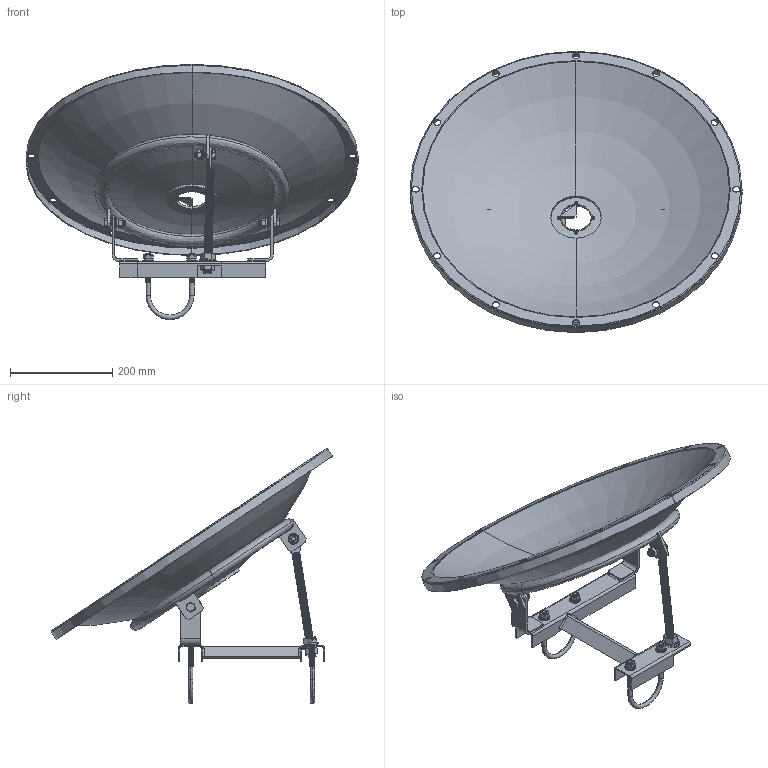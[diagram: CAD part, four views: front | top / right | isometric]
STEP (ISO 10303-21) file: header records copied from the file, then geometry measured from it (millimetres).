
FILE_DESCRIPTION (( 'STEP AP214' ), '1' );
FILE_NAME ('HGDH-600.STEP', '2013-08-07T15:54:53', ( 'L-Com' ), ( 'L-Com Global Connectivity' ), 'SwSTEP 2.0', 'SolidWorks 2012', '' );
FILE_SCHEMA (( 'AUTOMOTIVE_DESIGN' ));
Length unit declared in the file: inch
Products named in the file (5): HG4958DP-30D_U-Bolt; HG4958DP-30D_ThreadedArm; HG4958DP-30D_Bracket_Default<As Machined>; HG4958DP-30D_Dish; HGDH-600
Assembly tree (5 placements, depth 2):
  HGDH-600
    HG4958DP-30D_Dish
    HG4958DP-30D_Bracket_Default<As Machined>
    HG4958DP-30D_ThreadedArm
    HG4958DP-30D_U-Bolt  x2
Bounding box: 649.29 x 550.68 x 498.88 mm (x, y, z)
Volume: 1732843.8 mm3; surface area: 1136445.1 mm2
Topology: 12 solids, 12 shells, 2563 faces, 5339 edges, 2838 vertices
Faces by surface type: cone 2026, plane 228, cylinder 218, torus 64, bspline 17, sphere 10
Entity records: 78999 total; most frequent: CARTESIAN_POINT 11972, DIRECTION 10008, ORIENTED_EDGE 8388, EDGE_CURVE 4194, AXIS2_PLACEMENT_3D 3994, VERTEX_POINT 2246, EDGE_LOOP 2104, LINE 2020
